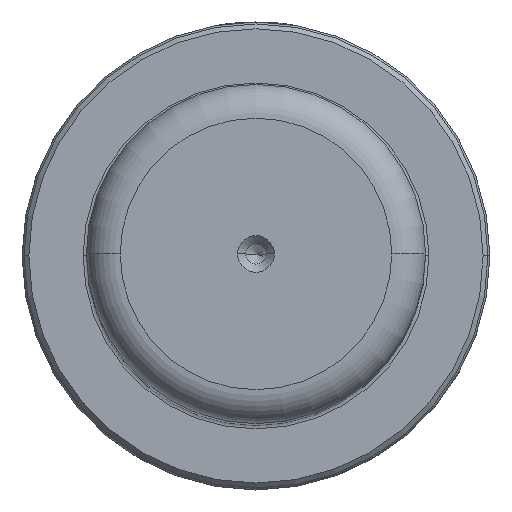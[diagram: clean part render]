
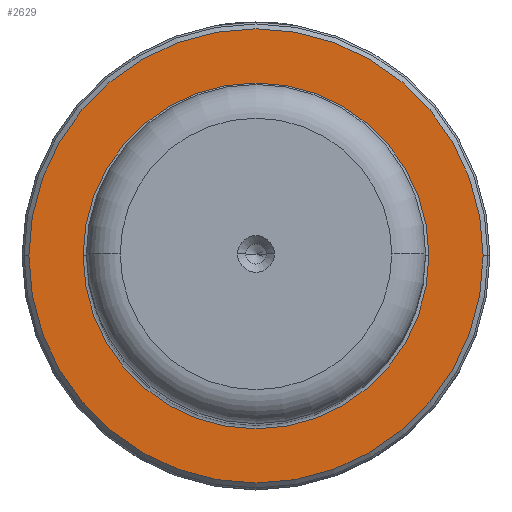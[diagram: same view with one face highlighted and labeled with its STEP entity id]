
A CAD part, top view. The second image highlights one B-rep face of the part: STEP entity #2629.
In plain terms, the highlighted planar face has unit normal (0, 0, 1).
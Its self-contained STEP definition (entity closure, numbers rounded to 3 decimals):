
#45 = VERTEX_POINT ( 'NONE', #1875 ) ;
#190 = DIRECTION ( 'NONE',  ( 0., 0., 1. ) ) ;
#218 = CARTESIAN_POINT ( 'NONE',  ( -33.5, 0., 50. ) ) ;
#430 = CIRCLE ( 'NONE', #1067, 25.5 ) ;
#472 = DIRECTION ( 'NONE',  ( 0., 0., -1. ) ) ;
#606 = CIRCLE ( 'NONE', #665, 33.5 ) ;
#630 = DIRECTION ( 'NONE',  ( 1., 0., 0. ) ) ;
#665 = AXIS2_PLACEMENT_3D ( 'NONE', #3016, #190, #3283 ) ;
#910 = PLANE ( 'NONE',  #2172 ) ;
#1067 = AXIS2_PLACEMENT_3D ( 'NONE', #3019, #472, #1302 ) ;
#1124 = ORIENTED_EDGE ( 'NONE', *, *, #2004, .T. ) ;
#1152 = FACE_BOUND ( 'NONE', #3127, .T. ) ;
#1217 = CIRCLE ( 'NONE', #2141, 33.5 ) ;
#1302 = DIRECTION ( 'NONE',  ( -1., 0., 0. ) ) ;
#1353 = DIRECTION ( 'NONE',  ( 0., 0., -1. ) ) ;
#1412 = EDGE_CURVE ( 'NONE', #3109, #1781, #1217, .T. ) ;
#1737 = CIRCLE ( 'NONE', #2323, 25.5 ) ;
#1781 = VERTEX_POINT ( 'NONE', #218 ) ;
#1875 = CARTESIAN_POINT ( 'NONE',  ( -25.5, 0., 50. ) ) ;
#1888 = EDGE_LOOP ( 'NONE', ( #1124, #2238 ) ) ;
#1995 = CARTESIAN_POINT ( 'NONE',  ( 0., 0., 50. ) ) ;
#2004 = EDGE_CURVE ( 'NONE', #1781, #3109, #606, .T. ) ;
#2059 = DIRECTION ( 'NONE',  ( 1., 0., 0. ) ) ;
#2081 = CARTESIAN_POINT ( 'NONE',  ( 0., 0., 50. ) ) ;
#2141 = AXIS2_PLACEMENT_3D ( 'NONE', #2081, #2636, #2059 ) ;
#2172 = AXIS2_PLACEMENT_3D ( 'NONE', #1995, #3153, #630 ) ;
#2238 = ORIENTED_EDGE ( 'NONE', *, *, #1412, .T. ) ;
#2323 = AXIS2_PLACEMENT_3D ( 'NONE', #2508, #1353, #3346 ) ;
#2407 = EDGE_CURVE ( 'NONE', #45, #3370, #430, .T. ) ;
#2451 = CARTESIAN_POINT ( 'NONE',  ( 33.5, 0., 50. ) ) ;
#2508 = CARTESIAN_POINT ( 'NONE',  ( 0., 0., 50. ) ) ;
#2547 = ORIENTED_EDGE ( 'NONE', *, *, #3197, .T. ) ;
#2609 = ORIENTED_EDGE ( 'NONE', *, *, #2407, .T. ) ;
#2629 = ADVANCED_FACE ( 'NONE', ( #1152, #2851 ), #910, .T. ) ;
#2636 = DIRECTION ( 'NONE',  ( 0., 0., 1. ) ) ;
#2851 = FACE_OUTER_BOUND ( 'NONE', #1888, .T. ) ;
#3016 = CARTESIAN_POINT ( 'NONE',  ( 0., 0., 50. ) ) ;
#3019 = CARTESIAN_POINT ( 'NONE',  ( 0., 0., 50. ) ) ;
#3109 = VERTEX_POINT ( 'NONE', #2451 ) ;
#3121 = CARTESIAN_POINT ( 'NONE',  ( 25.5, 0., 50. ) ) ;
#3127 = EDGE_LOOP ( 'NONE', ( #2609, #2547 ) ) ;
#3153 = DIRECTION ( 'NONE',  ( 0., 0., 1. ) ) ;
#3197 = EDGE_CURVE ( 'NONE', #3370, #45, #1737, .T. ) ;
#3283 = DIRECTION ( 'NONE',  ( 1., 0., 0. ) ) ;
#3346 = DIRECTION ( 'NONE',  ( -1., 0., 0. ) ) ;
#3370 = VERTEX_POINT ( 'NONE', #3121 ) ;
